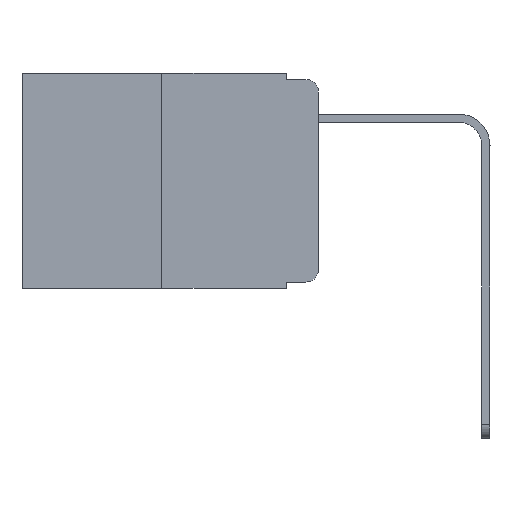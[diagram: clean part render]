
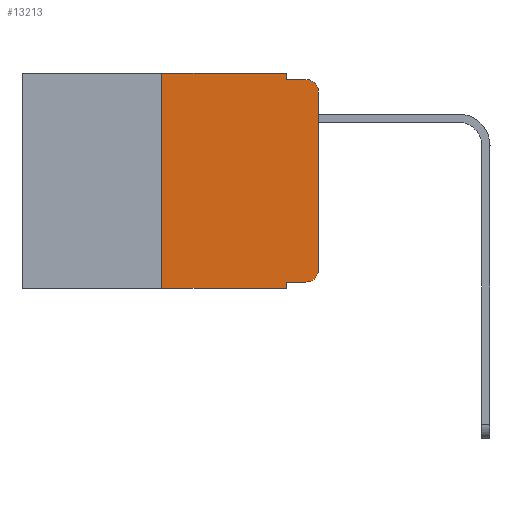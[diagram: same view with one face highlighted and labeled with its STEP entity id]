
A CAD part, left-side view. The second image highlights one B-rep face of the part: STEP entity #13213.
In plain terms, the highlighted planar face has unit normal (-1, 0, 0).
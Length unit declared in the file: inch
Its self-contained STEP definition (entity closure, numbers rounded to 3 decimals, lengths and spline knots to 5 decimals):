
#76 = LINE ( 'NONE', #10901, #11525 ) ;
#510 = VERTEX_POINT ( 'NONE', #2280 ) ;
#539 = EDGE_CURVE ( 'NONE', #1808, #510, #7609, .T. ) ;
#717 = CARTESIAN_POINT ( 'NONE',  ( 0., 0.473, 0. ) ) ;
#1163 = ORIENTED_EDGE ( 'NONE', *, *, #10690, .T. ) ;
#1285 = DIRECTION ( 'NONE',  ( 0., -1., 0. ) ) ;
#1483 = CARTESIAN_POINT ( 'NONE',  ( 0., 0., -0.313 ) ) ;
#1487 = VERTEX_POINT ( 'NONE', #6241 ) ;
#1808 = VERTEX_POINT ( 'NONE', #8879 ) ;
#2086 = ORIENTED_EDGE ( 'NONE', *, *, #13120, .F. ) ;
#2280 = CARTESIAN_POINT ( 'NONE',  ( 0., 0.02, -0.333 ) ) ;
#2464 = LINE ( 'NONE', #12946, #9282 ) ;
#2491 = DIRECTION ( 'NONE',  ( 0., -1., 0. ) ) ;
#2500 = LINE ( 'NONE', #9509, #5794 ) ;
#3364 = VECTOR ( 'NONE', #10097, 39.37008 ) ;
#3377 = DIRECTION ( 'NONE',  ( 0., 0., -1. ) ) ;
#4339 = CARTESIAN_POINT ( 'NONE',  ( 0., 0.02, -0.01 ) ) ;
#4554 = DIRECTION ( 'NONE',  ( 0., -1., 0. ) ) ;
#4722 = DIRECTION ( 'NONE',  ( 0., 0., 1. ) ) ;
#4786 = VERTEX_POINT ( 'NONE', #11175 ) ;
#5189 = EDGE_CURVE ( 'NONE', #1487, #4786, #76, .T. ) ;
#5369 = VERTEX_POINT ( 'NONE', #9047 ) ;
#5394 = EDGE_CURVE ( 'NONE', #7568, #12887, #12818, .T. ) ;
#5405 = LINE ( 'NONE', #10754, #8899 ) ;
#5724 = CARTESIAN_POINT ( 'NONE',  ( 0., 0.25, -0.343 ) ) ;
#5794 = VECTOR ( 'NONE', #9358, 39.37008 ) ;
#6094 = CARTESIAN_POINT ( 'NONE',  ( 0., 0.473, 0. ) ) ;
#6241 = CARTESIAN_POINT ( 'NONE',  ( 0., 0.051, 0. ) ) ;
#6300 = EDGE_CURVE ( 'NONE', #4786, #12887, #5405, .T. ) ;
#6520 = EDGE_CURVE ( 'NONE', #13056, #10914, #12188, .T. ) ;
#6565 = EDGE_CURVE ( 'NONE', #5369, #1487, #14034, .T. ) ;
#7029 = ORIENTED_EDGE ( 'NONE', *, *, #6520, .T. ) ;
#7295 = DIRECTION ( 'NONE',  ( 1., 0., 0. ) ) ;
#7568 = VERTEX_POINT ( 'NONE', #13095 ) ;
#7609 = LINE ( 'NONE', #8134, #10551 ) ;
#8134 = CARTESIAN_POINT ( 'NONE',  ( 0., 0.051, -0.333 ) ) ;
#8220 = CARTESIAN_POINT ( 'NONE',  ( 0., 0.051, -0.343 ) ) ;
#8237 = EDGE_CURVE ( 'NONE', #13056, #5369, #9003, .T. ) ;
#8368 = CARTESIAN_POINT ( 'NONE',  ( 0., 0.473, -0.343 ) ) ;
#8738 = CARTESIAN_POINT ( 'NONE',  ( 0., 0.25, 0. ) ) ;
#8879 = CARTESIAN_POINT ( 'NONE',  ( 0., 0.051, -0.333 ) ) ;
#8899 = VECTOR ( 'NONE', #1285, 39.37008 ) ;
#9003 = LINE ( 'NONE', #8738, #9539 ) ;
#9047 = CARTESIAN_POINT ( 'NONE',  ( 0., 0.25, 0. ) ) ;
#9282 = VECTOR ( 'NONE', #4722, 39.37008 ) ;
#9358 = DIRECTION ( 'NONE',  ( 0., 0., -1. ) ) ;
#9509 = CARTESIAN_POINT ( 'NONE',  ( 0., 0.051, 0. ) ) ;
#9539 = VECTOR ( 'NONE', #12664, 39.37008 ) ;
#9785 = ORIENTED_EDGE ( 'NONE', *, *, #5394, .T. ) ;
#9790 = EDGE_LOOP ( 'NONE', ( #1163, #9785, #14632, #10858, #14251, #13953, #7029, #2086, #14183, #13802 ) ) ;
#9806 = AXIS2_PLACEMENT_3D ( 'NONE', #11471, #14866, #12662 ) ;
#10097 = DIRECTION ( 'NONE',  ( 0., -1., 0. ) ) ;
#10429 = DIRECTION ( 'NONE',  ( -1., 0., 0. ) ) ;
#10551 = VECTOR ( 'NONE', #4554, 39.37008 ) ;
#10690 = EDGE_CURVE ( 'NONE', #12216, #7568, #2464, .T. ) ;
#10754 = CARTESIAN_POINT ( 'NONE',  ( 0., 0.051, -0.01 ) ) ;
#10858 = ORIENTED_EDGE ( 'NONE', *, *, #5189, .F. ) ;
#10901 = CARTESIAN_POINT ( 'NONE',  ( 0., 0.051, 0. ) ) ;
#10914 = VERTEX_POINT ( 'NONE', #8220 ) ;
#11175 = CARTESIAN_POINT ( 'NONE',  ( 0., 0.051, -0.01 ) ) ;
#11471 = CARTESIAN_POINT ( 'NONE',  ( 0., 0.02, -0.03 ) ) ;
#11525 = VECTOR ( 'NONE', #13347, 39.37008 ) ;
#12188 = LINE ( 'NONE', #8368, #14783 ) ;
#12216 = VERTEX_POINT ( 'NONE', #1483 ) ;
#12662 = DIRECTION ( 'NONE',  ( 0., 0., -1. ) ) ;
#12664 = DIRECTION ( 'NONE',  ( 0., 0., 1. ) ) ;
#12818 = CIRCLE ( 'NONE', #9806, 0.02 ) ;
#12887 = VERTEX_POINT ( 'NONE', #4339 ) ;
#12892 = CARTESIAN_POINT ( 'NONE',  ( 0., 0.02, -0.313 ) ) ;
#12946 = CARTESIAN_POINT ( 'NONE',  ( 0., 0., 0. ) ) ;
#13056 = VERTEX_POINT ( 'NONE', #5724 ) ;
#13095 = CARTESIAN_POINT ( 'NONE',  ( 0., 0., -0.03 ) ) ;
#13120 = EDGE_CURVE ( 'NONE', #1808, #10914, #2500, .T. ) ;
#13173 = PLANE ( 'NONE',  #13645 ) ;
#13213 = ADVANCED_FACE ( 'NONE', ( #15017 ), #13173, .F. ) ;
#13347 = DIRECTION ( 'NONE',  ( 0., 0., -1. ) ) ;
#13645 = AXIS2_PLACEMENT_3D ( 'NONE', #6094, #7295, #14562 ) ;
#13802 = ORIENTED_EDGE ( 'NONE', *, *, #14153, .T. ) ;
#13856 = AXIS2_PLACEMENT_3D ( 'NONE', #12892, #10429, #3377 ) ;
#13953 = ORIENTED_EDGE ( 'NONE', *, *, #8237, .F. ) ;
#14034 = LINE ( 'NONE', #717, #3364 ) ;
#14153 = EDGE_CURVE ( 'NONE', #510, #12216, #14938, .T. ) ;
#14183 = ORIENTED_EDGE ( 'NONE', *, *, #539, .T. ) ;
#14251 = ORIENTED_EDGE ( 'NONE', *, *, #6565, .F. ) ;
#14562 = DIRECTION ( 'NONE',  ( 0., 0., -1. ) ) ;
#14632 = ORIENTED_EDGE ( 'NONE', *, *, #6300, .F. ) ;
#14783 = VECTOR ( 'NONE', #2491, 39.37008 ) ;
#14866 = DIRECTION ( 'NONE',  ( -1., 0., 0. ) ) ;
#14938 = CIRCLE ( 'NONE', #13856, 0.02 ) ;
#15017 = FACE_OUTER_BOUND ( 'NONE', #9790, .T. ) ;
